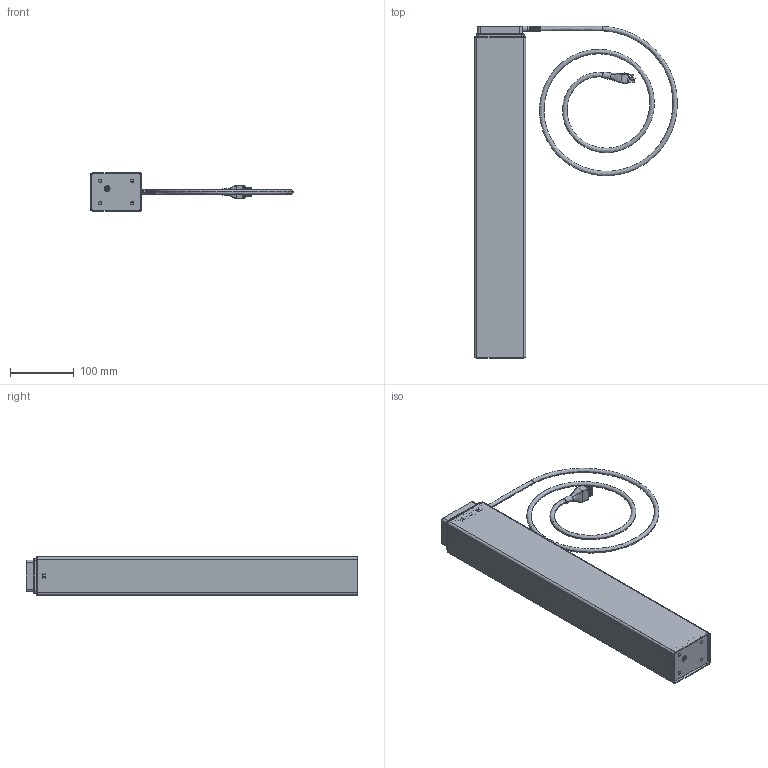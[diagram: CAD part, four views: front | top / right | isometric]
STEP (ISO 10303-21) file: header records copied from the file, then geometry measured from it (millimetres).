
FILE_DESCRIPTION (( 'STEP AP214' ), '1' );
FILE_NAME ('ID461.STEP', '2021-01-15T21:17:45', ( '' ), ( '' ), 'SwSTEP 2.0', 'SolidWorks 2020', '' );
FILE_SCHEMA (( 'AUTOMOTIVE_DESIGN' ));
Length unit declared in the file: millimetre
Products named in the file (5): ID461.3P02.prt; ID461.3P03.prt; ID461; ID461.3.prt; ID461.3P01.prt
Assembly tree (4 placements, depth 3):
  ID461
    ID461.3.prt
      ID461.3P03.prt
      ID461.3P02.prt
      ID461.3P01.prt
Bounding box: 317.65 x 520 x 60 mm (x, y, z)
Volume: 696942.2 mm3; surface area: 798950.1 mm2
Topology: 12 solids, 12 shells, 1852 faces, 4760 edges, 3003 vertices
Faces by surface type: plane 995, cylinder 554, bspline 132, torus 108, cone 62, sphere 1
Entity records: 62810 total; most frequent: CARTESIAN_POINT 17700, ORIENTED_EDGE 9490, DIRECTION 9177, EDGE_CURVE 4745, LINE 3073, VECTOR 3073, AXIS2_PLACEMENT_3D 3052, VERTEX_POINT 3003
